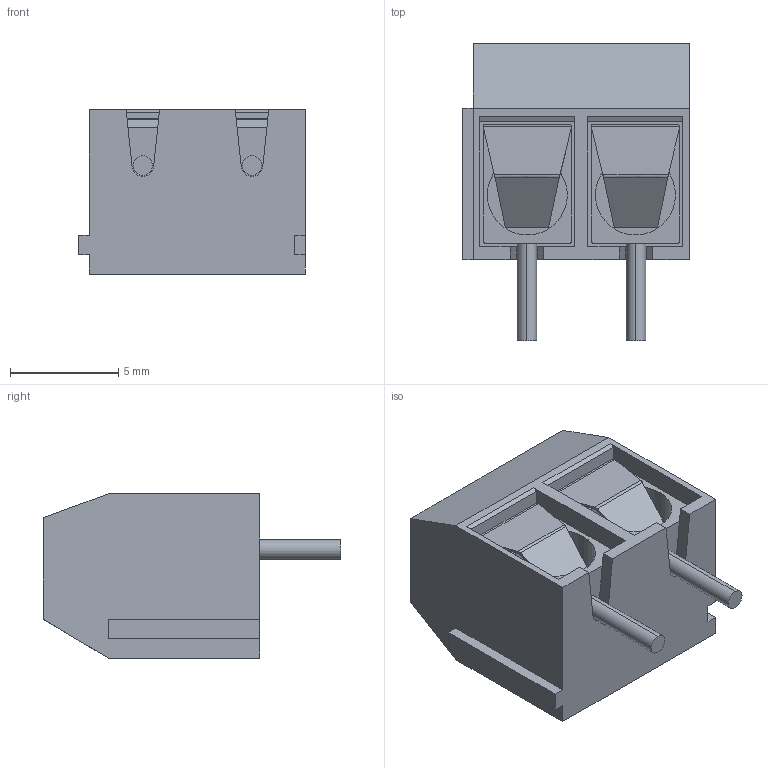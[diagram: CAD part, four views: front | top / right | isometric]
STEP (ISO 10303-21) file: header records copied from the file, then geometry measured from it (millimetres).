
FILE_DESCRIPTION (( 'STEP AP214' ), '1' );
FILE_NAME ('7257C47E-CCA5-4771-A301-3E3C9EB4BE66.STEP', '2024-02-16T14:10:09', ( '' ), ( '' ), 'SwSTEP 2.0', 'SolidWorks 2022', '' );
FILE_SCHEMA (( 'AUTOMOTIVE_DESIGN' ));
Length unit declared in the file: millimetre
Products named in the file (1): 7257C47E-CCA5-4771-A301-3E3C9EB4BE66
Bounding box: 10.5 x 13.75 x 7.6 mm (x, y, z)
Volume: 572.9 mm3; surface area: 1118.4 mm2
Topology: 1 solids, 1 shells, 147 faces, 376 edges, 242 vertices
Faces by surface type: plane 95, cylinder 36, bspline 14, sphere 2
Entity records: 5585 total; most frequent: CARTESIAN_POINT 1006, ORIENTED_EDGE 744, DIRECTION 717, EDGE_CURVE 372, VECTOR 257, LINE 257, VERTEX_POINT 240, AXIS2_PLACEMENT_3D 230
